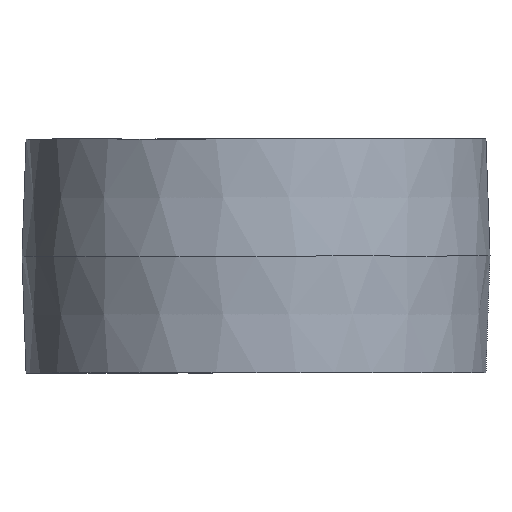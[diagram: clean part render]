
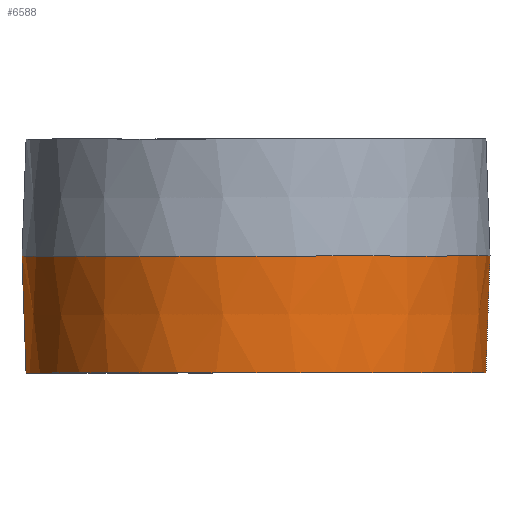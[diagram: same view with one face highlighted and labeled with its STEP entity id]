
A CAD part, front view. The second image highlights one B-rep face of the part: STEP entity #6588.
In plain terms, the highlighted conical face has half-angle 2 degrees and reference radius 24.956 mm.
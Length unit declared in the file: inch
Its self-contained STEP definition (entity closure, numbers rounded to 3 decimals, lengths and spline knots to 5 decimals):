
#25 = DIRECTION ( 'NONE',  ( 0., 0., 1. ) ) ;
#296 = EDGE_CURVE ( 'NONE', #3375, #7361, #7681, .T. ) ;
#447 = CARTESIAN_POINT ( 'NONE',  ( 0.5, 0., 0. ) ) ;
#992 = ORIENTED_EDGE ( 'NONE', *, *, #3899, .T. ) ;
#1061 = VERTEX_POINT ( 'NONE', #7445 ) ;
#1078 = VECTOR ( 'NONE', #5637, 39.37008 ) ;
#1195 = DIRECTION ( 'NONE',  ( 0., 0., 1. ) ) ;
#1514 = ORIENTED_EDGE ( 'NONE', *, *, #6901, .F. ) ;
#1551 = LINE ( 'NONE', #7501, #5474 ) ;
#1641 = EDGE_LOOP ( 'NONE', ( #1514, #7431, #992, #2672 ) ) ;
#1715 = CARTESIAN_POINT ( 'NONE',  ( 0., 0., 0. ) ) ;
#2019 = VERTEX_POINT ( 'NONE', #7683 ) ;
#2187 = CIRCLE ( 'NONE', #7260, 1. ) ;
#2479 = CARTESIAN_POINT ( 'NONE',  ( 0.5, 0., 0.98254 ) ) ;
#2672 = ORIENTED_EDGE ( 'NONE', *, *, #5559, .F. ) ;
#2855 = FACE_OUTER_BOUND ( 'NONE', #1641, .T. ) ;
#2978 = DIRECTION ( 'NONE',  ( -1., 0., 0. ) ) ;
#3293 = CARTESIAN_POINT ( 'NONE',  ( 0.5, 0., 0.98254 ) ) ;
#3375 = VERTEX_POINT ( 'NONE', #6075 ) ;
#3536 = DIRECTION ( 'NONE',  ( -1., 0., 0. ) ) ;
#3899 = EDGE_CURVE ( 'NONE', #7361, #1061, #4436, .T. ) ;
#3915 = DIRECTION ( 'NONE',  ( -0.999, 0., -0.035 ) ) ;
#4093 = AXIS2_PLACEMENT_3D ( 'NONE', #6690, #7139, #5242 ) ;
#4436 = LINE ( 'NONE', #3293, #1078 ) ;
#5242 = DIRECTION ( 'NONE',  ( 0., 0., 1. ) ) ;
#5354 = CONICAL_SURFACE ( 'NONE', #4093, 0.98254, 0.035 ) ;
#5474 = VECTOR ( 'NONE', #3915, 39.37008 ) ;
#5559 = EDGE_CURVE ( 'NONE', #2019, #1061, #2187, .T. ) ;
#5637 = DIRECTION ( 'NONE',  ( -0.999, 0., 0.035 ) ) ;
#6075 = CARTESIAN_POINT ( 'NONE',  ( 0.5, 0., -0.98254 ) ) ;
#6588 = ADVANCED_FACE ( 'NONE', ( #2855 ), #5354, .T. ) ;
#6690 = CARTESIAN_POINT ( 'NONE',  ( 0.5, 0., 0. ) ) ;
#6901 = EDGE_CURVE ( 'NONE', #3375, #2019, #1551, .T. ) ;
#6922 = AXIS2_PLACEMENT_3D ( 'NONE', #447, #2978, #1195 ) ;
#7139 = DIRECTION ( 'NONE',  ( -1., 0., 0. ) ) ;
#7260 = AXIS2_PLACEMENT_3D ( 'NONE', #1715, #3536, #25 ) ;
#7361 = VERTEX_POINT ( 'NONE', #2479 ) ;
#7431 = ORIENTED_EDGE ( 'NONE', *, *, #296, .T. ) ;
#7445 = CARTESIAN_POINT ( 'NONE',  ( 0., 0., 1. ) ) ;
#7501 = CARTESIAN_POINT ( 'NONE',  ( 0.5, 0., -0.98254 ) ) ;
#7681 = CIRCLE ( 'NONE', #6922, 0.98254 ) ;
#7683 = CARTESIAN_POINT ( 'NONE',  ( 0., 0., -1. ) ) ;
